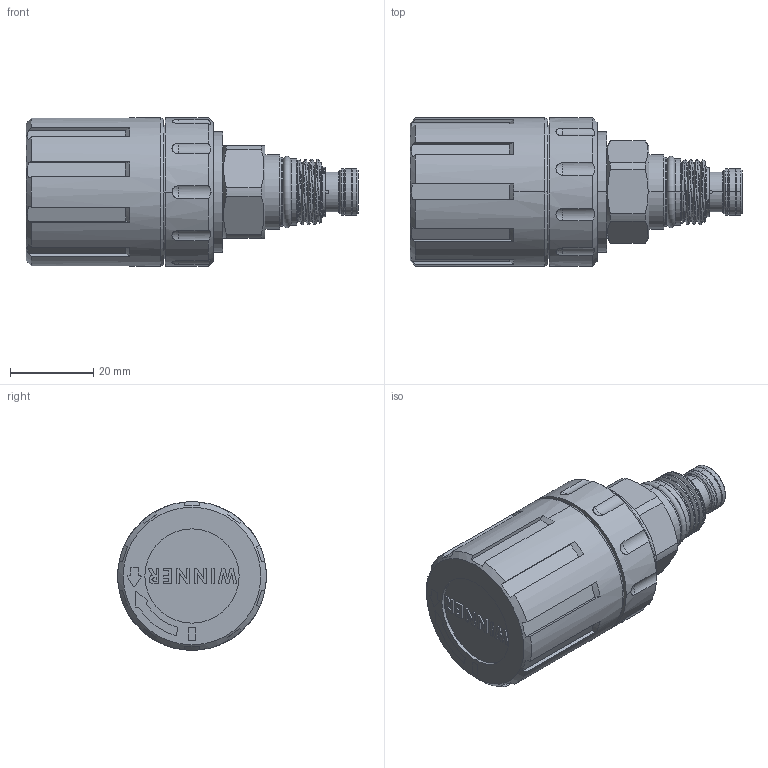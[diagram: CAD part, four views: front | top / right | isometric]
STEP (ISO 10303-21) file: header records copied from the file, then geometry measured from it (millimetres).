
FILE_DESCRIPTION (( 'STEP AP203' ), '1' );
FILE_NAME ('DT8A2A14R.STEP', '2025-04-24T08:56:58', ( '' ), ( '' ), 'SwSTEP 2.0', 'SolidWorks 2018', '' );
FILE_SCHEMA (( 'CONFIG_CONTROL_DESIGN' ));
Length unit declared in the file: millimetre
Products named in the file (1): DT8A2A14R
Bounding box: 79.56 x 35.6 x 35.6 mm (x, y, z)
Volume: 52434.3 mm3; surface area: 10529.9 mm2
Topology: 1 solids, 2 shells, 443 faces, 1164 edges, 736 vertices
Faces by surface type: plane 173, cylinder 153, cone 40, bspline 31, torus 30, sphere 16
Entity records: 15945 total; most frequent: CARTESIAN_POINT 5274, ORIENTED_EDGE 2296, DIRECTION 2135, EDGE_CURVE 1148, AXIS2_PLACEMENT_3D 798, VERTEX_POINT 732, VECTOR 539, LINE 539
